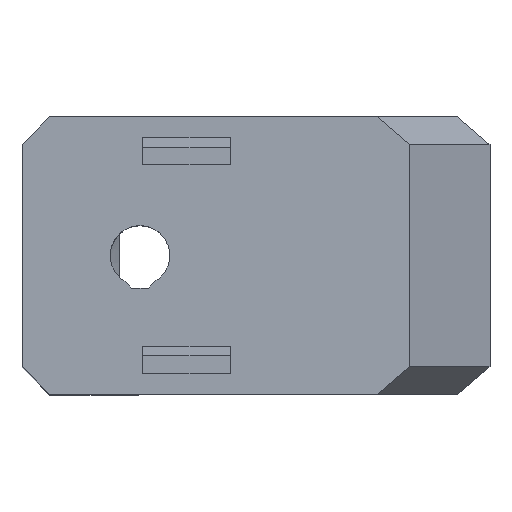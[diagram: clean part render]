
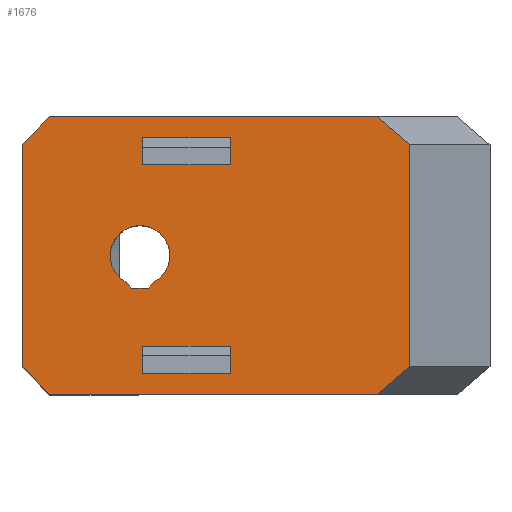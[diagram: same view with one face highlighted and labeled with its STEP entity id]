
A CAD part, top view. The second image highlights one B-rep face of the part: STEP entity #1676.
In plain terms, the highlighted planar face has unit normal (0, 0, 1).
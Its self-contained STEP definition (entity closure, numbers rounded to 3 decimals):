
#22=FACE_BOUND('',#223,.T.);
#23=FACE_BOUND('',#224,.T.);
#24=FACE_BOUND('',#225,.T.);
#53=PLANE('',#1786);
#133=FACE_OUTER_BOUND('',#222,.T.);
#222=EDGE_LOOP('',(#1290,#1291,#1292,#1293,#1294,#1295,#1296,#1297));
#223=EDGE_LOOP('',(#1298,#1299,#1300,#1301));
#224=EDGE_LOOP('',(#1302,#1303,#1304,#1305));
#225=EDGE_LOOP('',(#1306,#1307,#1308,#1309));
#301=CIRCLE('',#1787,2.15);
#326=LINE('',#2364,#543);
#354=LINE('',#2427,#571);
#377=LINE('',#2472,#594);
#381=LINE('',#2481,#598);
#386=LINE('',#2491,#603);
#390=LINE('',#2500,#607);
#393=LINE('',#2505,#610);
#394=LINE('',#2507,#611);
#396=LINE('',#2511,#613);
#397=LINE('',#2513,#614);
#401=LINE('',#2522,#618);
#406=LINE('',#2532,#623);
#408=LINE('',#2536,#625);
#409=LINE('',#2538,#626);
#410=LINE('',#2539,#627);
#411=LINE('',#2540,#628);
#412=LINE('',#2543,#629);
#413=LINE('',#2545,#630);
#414=LINE('',#2547,#631);
#543=VECTOR('',#1903,10.);
#571=VECTOR('',#1943,10.);
#594=VECTOR('',#1970,10.);
#598=VECTOR('',#1978,10.);
#603=VECTOR('',#1985,10.);
#607=VECTOR('',#1993,10.);
#610=VECTOR('',#1998,10.);
#611=VECTOR('',#2001,10.);
#613=VECTOR('',#2005,10.);
#614=VECTOR('',#2008,10.);
#618=VECTOR('',#2016,10.);
#623=VECTOR('',#2025,10.);
#625=VECTOR('',#2029,10.);
#626=VECTOR('',#2030,10.);
#627=VECTOR('',#2031,10.);
#628=VECTOR('',#2032,10.);
#629=VECTOR('',#2033,10.);
#630=VECTOR('',#2034,10.);
#631=VECTOR('',#2035,10.);
#764=VERTEX_POINT('',#2361);
#765=VERTEX_POINT('',#2363);
#793=VERTEX_POINT('',#2424);
#794=VERTEX_POINT('',#2426);
#811=VERTEX_POINT('',#2465);
#814=VERTEX_POINT('',#2470);
#817=VERTEX_POINT('',#2480);
#818=VERTEX_POINT('',#2484);
#821=VERTEX_POINT('',#2489);
#824=VERTEX_POINT('',#2499);
#825=VERTEX_POINT('',#2503);
#826=VERTEX_POINT('',#2509);
#829=VERTEX_POINT('',#2521);
#832=VERTEX_POINT('',#2531);
#833=VERTEX_POINT('',#2535);
#834=VERTEX_POINT('',#2537);
#835=VERTEX_POINT('',#2541);
#836=VERTEX_POINT('',#2542);
#837=VERTEX_POINT('',#2544);
#838=VERTEX_POINT('',#2546);
#926=EDGE_CURVE('',#765,#764,#326,.T.);
#957=EDGE_CURVE('',#794,#793,#354,.T.);
#980=EDGE_CURVE('',#811,#814,#377,.T.);
#984=EDGE_CURVE('',#817,#811,#381,.T.);
#989=EDGE_CURVE('',#818,#821,#386,.T.);
#993=EDGE_CURVE('',#824,#818,#390,.T.);
#996=EDGE_CURVE('',#814,#825,#393,.T.);
#997=EDGE_CURVE('',#825,#817,#394,.T.);
#999=EDGE_CURVE('',#821,#826,#396,.T.);
#1000=EDGE_CURVE('',#826,#824,#397,.T.);
#1004=EDGE_CURVE('',#765,#829,#401,.T.);
#1009=EDGE_CURVE('',#832,#829,#406,.T.);
#1011=EDGE_CURVE('',#833,#764,#408,.T.);
#1012=EDGE_CURVE('',#833,#834,#409,.T.);
#1013=EDGE_CURVE('',#794,#834,#410,.T.);
#1014=EDGE_CURVE('',#832,#793,#411,.T.);
#1015=EDGE_CURVE('',#835,#836,#412,.T.);
#1016=EDGE_CURVE('',#836,#837,#413,.T.);
#1017=EDGE_CURVE('',#837,#838,#414,.T.);
#1018=EDGE_CURVE('',#838,#835,#301,.T.);
#1290=ORIENTED_EDGE('',*,*,#1004,.F.);
#1291=ORIENTED_EDGE('',*,*,#926,.T.);
#1292=ORIENTED_EDGE('',*,*,#1011,.F.);
#1293=ORIENTED_EDGE('',*,*,#1012,.T.);
#1294=ORIENTED_EDGE('',*,*,#1013,.F.);
#1295=ORIENTED_EDGE('',*,*,#957,.T.);
#1296=ORIENTED_EDGE('',*,*,#1014,.F.);
#1297=ORIENTED_EDGE('',*,*,#1009,.T.);
#1298=ORIENTED_EDGE('',*,*,#996,.T.);
#1299=ORIENTED_EDGE('',*,*,#997,.T.);
#1300=ORIENTED_EDGE('',*,*,#984,.T.);
#1301=ORIENTED_EDGE('',*,*,#980,.T.);
#1302=ORIENTED_EDGE('',*,*,#999,.T.);
#1303=ORIENTED_EDGE('',*,*,#1000,.T.);
#1304=ORIENTED_EDGE('',*,*,#993,.T.);
#1305=ORIENTED_EDGE('',*,*,#989,.T.);
#1306=ORIENTED_EDGE('',*,*,#1015,.T.);
#1307=ORIENTED_EDGE('',*,*,#1016,.T.);
#1308=ORIENTED_EDGE('',*,*,#1017,.T.);
#1309=ORIENTED_EDGE('',*,*,#1018,.T.);
#1676=ADVANCED_FACE('',(#133,#22,#23,#24),#53,.T.);
#1786=AXIS2_PLACEMENT_3D('',#2534,#2027,#2028);
#1787=AXIS2_PLACEMENT_3D('',#2548,#2036,#2037);
#1903=DIRECTION('',(-1.,0.,0.));
#1943=DIRECTION('',(1.,0.,0.));
#1970=DIRECTION('',(1.,0.,0.));
#1978=DIRECTION('',(0.,1.,0.));
#1985=DIRECTION('',(1.,0.,0.));
#1993=DIRECTION('',(0.,1.,0.));
#1998=DIRECTION('',(0.,-1.,0.));
#2001=DIRECTION('',(-1.,0.,0.));
#2005=DIRECTION('',(0.,-1.,0.));
#2008=DIRECTION('',(-1.,0.,0.));
#2016=DIRECTION('',(0.756,-0.655,0.));
#2025=DIRECTION('',(0.,1.,0.));
#2027=DIRECTION('center_axis',(0.,0.,1.));
#2028=DIRECTION('ref_axis',(1.,0.,0.));
#2029=DIRECTION('',(0.707,0.707,0.));
#2030=DIRECTION('',(0.,-1.,0.));
#2031=DIRECTION('',(-0.707,0.707,0.));
#2032=DIRECTION('',(-0.756,-0.655,0.));
#2033=DIRECTION('',(-0.707,-0.707,0.));
#2034=DIRECTION('',(-1.,0.,0.));
#2035=DIRECTION('',(-0.707,0.707,0.));
#2036=DIRECTION('center_axis',(0.,0.,-1.));
#2037=DIRECTION('ref_axis',(1.,0.,0.));
#2361=CARTESIAN_POINT('',(2.,20.,20.));
#2363=CARTESIAN_POINT('',(25.633,20.,20.));
#2364=CARTESIAN_POINT('',(0.,20.,20.));
#2424=CARTESIAN_POINT('',(25.633,0.,20.));
#2426=CARTESIAN_POINT('',(2.,0.,20.));
#2427=CARTESIAN_POINT('',(32.,0.,20.));
#2465=CARTESIAN_POINT('',(8.7,18.475,20.));
#2470=CARTESIAN_POINT('',(15.,18.475,20.));
#2472=CARTESIAN_POINT('',(15.5,18.475,20.));
#2480=CARTESIAN_POINT('',(8.7,16.525,20.));
#2481=CARTESIAN_POINT('',(8.7,14.237,20.));
#2484=CARTESIAN_POINT('',(8.7,3.475,20.));
#2489=CARTESIAN_POINT('',(15.,3.475,20.));
#2491=CARTESIAN_POINT('',(15.5,3.475,20.));
#2499=CARTESIAN_POINT('',(8.7,1.525,20.));
#2500=CARTESIAN_POINT('',(8.7,6.738,20.));
#2503=CARTESIAN_POINT('',(15.,16.525,20.));
#2505=CARTESIAN_POINT('',(15.,13.263,20.));
#2507=CARTESIAN_POINT('',(12.35,16.525,20.));
#2509=CARTESIAN_POINT('',(15.,1.525,20.));
#2511=CARTESIAN_POINT('',(15.,5.763,20.));
#2513=CARTESIAN_POINT('',(12.35,1.525,20.));
#2521=CARTESIAN_POINT('',(27.942,18.,20.));
#2522=CARTESIAN_POINT('',(27.977,17.97,20.));
#2531=CARTESIAN_POINT('',(27.942,2.,20.));
#2532=CARTESIAN_POINT('',(27.942,5.,20.));
#2534=CARTESIAN_POINT('Origin',(16.,10.,20.));
#2535=CARTESIAN_POINT('',(0.,18.,20.));
#2536=CARTESIAN_POINT('',(2.5,20.5,20.));
#2537=CARTESIAN_POINT('',(0.,2.,20.));
#2538=CARTESIAN_POINT('',(0.,0.,20.));
#2539=CARTESIAN_POINT('',(2.5,-0.5,20.));
#2540=CARTESIAN_POINT('',(26.834,1.04,20.));
#2541=CARTESIAN_POINT('',(9.575,8.138,20.));
#2542=CARTESIAN_POINT('',(9.086,7.649,20.));
#2543=CARTESIAN_POINT('',(9.086,7.649,20.));
#2544=CARTESIAN_POINT('',(7.914,7.649,20.));
#2545=CARTESIAN_POINT('',(7.914,7.649,20.));
#2546=CARTESIAN_POINT('',(7.425,8.138,20.));
#2547=CARTESIAN_POINT('',(7.425,8.138,20.));
#2548=CARTESIAN_POINT('Origin',(8.5,10.,20.));
